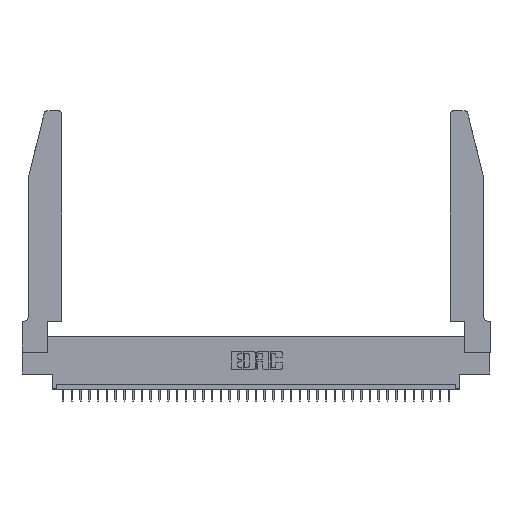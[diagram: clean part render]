
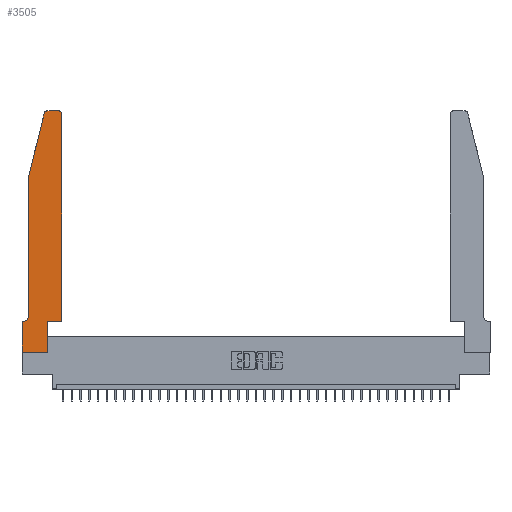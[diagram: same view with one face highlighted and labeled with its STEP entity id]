
A CAD part, top view. The second image highlights one B-rep face of the part: STEP entity #3505.
In plain terms, the highlighted planar face has unit normal (0, 0, 1).
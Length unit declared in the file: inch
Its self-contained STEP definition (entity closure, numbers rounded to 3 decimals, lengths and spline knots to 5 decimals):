
#32 = CARTESIAN_POINT ( 'NONE',  ( 0.0055, 0.42, 0.37 ) ) ;
#490 = DIRECTION ( 'NONE',  ( 1., 0., 0. ) ) ;
#1605 = DIRECTION ( 'NONE',  ( 1., 0., 0. ) ) ;
#2034 = CARTESIAN_POINT ( 'NONE',  ( 0.284, 2.75, 0.37 ) ) ;
#2072 = VECTOR ( 'NONE', #11271, 39.37008 ) ;
#2198 = EDGE_CURVE ( 'NONE', #8351, #22621, #28050, .T. ) ;
#2722 = CARTESIAN_POINT ( 'NONE',  ( 0.0755, 2., 0.37 ) ) ;
#2767 = AXIS2_PLACEMENT_3D ( 'NONE', #9635, #26983, #490 ) ;
#3505 = ADVANCED_FACE ( 'NONE', ( #24056 ), #9449, .T. ) ;
#3873 = VECTOR ( 'NONE', #4278, 39.37008 ) ;
#4278 = DIRECTION ( 'NONE',  ( 0., -1., 0. ) ) ;
#5008 = CARTESIAN_POINT ( 'NONE',  ( 0.4505, 0.35, 0.37 ) ) ;
#5208 = VERTEX_POINT ( 'NONE', #24590 ) ;
#5213 = ORIENTED_EDGE ( 'NONE', *, *, #6756, .T. ) ;
#5280 = ORIENTED_EDGE ( 'NONE', *, *, #10224, .T. ) ;
#5640 = LINE ( 'NONE', #2722, #11794 ) ;
#6756 = EDGE_CURVE ( 'NONE', #29212, #31480, #26946, .T. ) ;
#7414 = VECTOR ( 'NONE', #37375, 39.37008 ) ;
#8351 = VERTEX_POINT ( 'NONE', #18998 ) ;
#8788 = DIRECTION ( 'NONE',  ( -1., 0., 0. ) ) ;
#9449 = PLANE ( 'NONE',  #2767 ) ;
#9635 = CARTESIAN_POINT ( 'NONE',  ( 0., 0.35, 0.37 ) ) ;
#10224 = EDGE_CURVE ( 'NONE', #31480, #8351, #26031, .T. ) ;
#10574 = LINE ( 'NONE', #13107, #26888 ) ;
#10937 = CARTESIAN_POINT ( 'NONE',  ( 0.2865, 0.35, 0.37 ) ) ;
#11271 = DIRECTION ( 'NONE',  ( -1., 0., 0. ) ) ;
#11794 = VECTOR ( 'NONE', #17140, 39.37008 ) ;
#11908 = DIRECTION ( 'NONE',  ( 0., 0., -1. ) ) ;
#11937 = VERTEX_POINT ( 'NONE', #2034 ) ;
#12407 = DIRECTION ( 'NONE',  ( 1., 0., 0. ) ) ;
#12446 = VECTOR ( 'NONE', #32594, 39.37008 ) ;
#12708 = VERTEX_POINT ( 'NONE', #33188 ) ;
#13107 = CARTESIAN_POINT ( 'NONE',  ( 0., 0., 0.37 ) ) ;
#14610 = EDGE_CURVE ( 'NONE', #27592, #35777, #25344, .T. ) ;
#15225 = CARTESIAN_POINT ( 'NONE',  ( 0.0055, 0.35, 0.37 ) ) ;
#15880 = ORIENTED_EDGE ( 'NONE', *, *, #31707, .T. ) ;
#16622 = DIRECTION ( 'NONE',  ( 0., -1., 0. ) ) ;
#17064 = CARTESIAN_POINT ( 'NONE',  ( 0.0755, 0.35, 0.37 ) ) ;
#17140 = DIRECTION ( 'NONE',  ( -0.239, -0.971, 0. ) ) ;
#17593 = VERTEX_POINT ( 'NONE', #28573 ) ;
#18386 = EDGE_CURVE ( 'NONE', #22621, #27592, #10574, .T. ) ;
#18998 = CARTESIAN_POINT ( 'NONE',  ( 0., 0.35, 0.37 ) ) ;
#19279 = CARTESIAN_POINT ( 'NONE',  ( 0., 0., 0.37 ) ) ;
#19415 = EDGE_CURVE ( 'NONE', #35777, #17593, #19426, .T. ) ;
#19426 = LINE ( 'NONE', #5008, #23220 ) ;
#19884 = CARTESIAN_POINT ( 'NONE',  ( 0.284, 2.72, 0.37 ) ) ;
#20129 = CARTESIAN_POINT ( 'NONE',  ( 0.0755, 2., 0.37 ) ) ;
#20180 = AXIS2_PLACEMENT_3D ( 'NONE', #19884, #31189, #25355 ) ;
#20506 = LINE ( 'NONE', #20697, #12446 ) ;
#20697 = CARTESIAN_POINT ( 'NONE',  ( 0.4505, 0.35, 0.37 ) ) ;
#20916 = ORIENTED_EDGE ( 'NONE', *, *, #38043, .T. ) ;
#20939 = CARTESIAN_POINT ( 'NONE',  ( 0., 0., 0.37 ) ) ;
#22621 = VERTEX_POINT ( 'NONE', #20939 ) ;
#22864 = LINE ( 'NONE', #20129, #27422 ) ;
#23220 = VECTOR ( 'NONE', #28581, 39.37008 ) ;
#23888 = CARTESIAN_POINT ( 'NONE',  ( 0.0755, 0.42, 0.37 ) ) ;
#24056 = FACE_OUTER_BOUND ( 'NONE', #30665, .T. ) ;
#24081 = ORIENTED_EDGE ( 'NONE', *, *, #2198, .T. ) ;
#24087 = DIRECTION ( 'NONE',  ( 0., 0., 1. ) ) ;
#24112 = VECTOR ( 'NONE', #28936, 39.37008 ) ;
#24190 = EDGE_CURVE ( 'NONE', #11937, #12708, #27661, .T. ) ;
#24590 = CARTESIAN_POINT ( 'NONE',  ( 0.4505, 2.72, 0.37 ) ) ;
#25344 = LINE ( 'NONE', #10937, #7414 ) ;
#25355 = DIRECTION ( 'NONE',  ( 1., 0., 0. ) ) ;
#25524 = CIRCLE ( 'NONE', #28003, 0.03 ) ;
#25798 = CARTESIAN_POINT ( 'NONE',  ( 0.4205, 2.75, 0.37 ) ) ;
#26031 = LINE ( 'NONE', #17064, #24112 ) ;
#26137 = ORIENTED_EDGE ( 'NONE', *, *, #32896, .T. ) ;
#26506 = VERTEX_POINT ( 'NONE', #31590 ) ;
#26888 = VECTOR ( 'NONE', #1605, 39.37008 ) ;
#26904 = ORIENTED_EDGE ( 'NONE', *, *, #19415, .T. ) ;
#26934 = ORIENTED_EDGE ( 'NONE', *, *, #24190, .T. ) ;
#26946 = CIRCLE ( 'NONE', #31300, 0.07 ) ;
#26983 = DIRECTION ( 'NONE',  ( 0., 0., 1. ) ) ;
#27363 = ORIENTED_EDGE ( 'NONE', *, *, #36884, .T. ) ;
#27422 = VECTOR ( 'NONE', #16622, 39.37008 ) ;
#27592 = VERTEX_POINT ( 'NONE', #38274 ) ;
#27661 = CIRCLE ( 'NONE', #20180, 0.03 ) ;
#28003 = AXIS2_PLACEMENT_3D ( 'NONE', #30125, #24087, #12407 ) ;
#28050 = LINE ( 'NONE', #19279, #3873 ) ;
#28573 = CARTESIAN_POINT ( 'NONE',  ( 0.4505, 0.35, 0.37 ) ) ;
#28581 = DIRECTION ( 'NONE',  ( 1., 0., 0. ) ) ;
#28689 = ORIENTED_EDGE ( 'NONE', *, *, #18386, .T. ) ;
#28936 = DIRECTION ( 'NONE',  ( -1., 0., 0. ) ) ;
#28967 = LINE ( 'NONE', #37893, #2072 ) ;
#29212 = VERTEX_POINT ( 'NONE', #23888 ) ;
#30125 = CARTESIAN_POINT ( 'NONE',  ( 0.4205, 2.72, 0.37 ) ) ;
#30568 = CARTESIAN_POINT ( 'NONE',  ( 0.2865, 0.35, 0.37 ) ) ;
#30665 = EDGE_LOOP ( 'NONE', ( #37804, #26934, #15880, #20916, #5213, #5280, #24081, #28689, #32731, #26904, #27363, #26137 ) ) ;
#31189 = DIRECTION ( 'NONE',  ( 0., 0., 1. ) ) ;
#31300 = AXIS2_PLACEMENT_3D ( 'NONE', #32, #11908, #8788 ) ;
#31480 = VERTEX_POINT ( 'NONE', #15225 ) ;
#31590 = CARTESIAN_POINT ( 'NONE',  ( 0.0755, 2., 0.37 ) ) ;
#31707 = EDGE_CURVE ( 'NONE', #12708, #26506, #5640, .T. ) ;
#32594 = DIRECTION ( 'NONE',  ( 0., 1., 0. ) ) ;
#32731 = ORIENTED_EDGE ( 'NONE', *, *, #14610, .T. ) ;
#32896 = EDGE_CURVE ( 'NONE', #5208, #36726, #25524, .T. ) ;
#33188 = CARTESIAN_POINT ( 'NONE',  ( 0.25487, 2.72718, 0.37 ) ) ;
#34052 = EDGE_CURVE ( 'NONE', #36726, #11937, #28967, .T. ) ;
#35777 = VERTEX_POINT ( 'NONE', #30568 ) ;
#36726 = VERTEX_POINT ( 'NONE', #25798 ) ;
#36884 = EDGE_CURVE ( 'NONE', #17593, #5208, #20506, .T. ) ;
#37375 = DIRECTION ( 'NONE',  ( 0., 1., 0. ) ) ;
#37804 = ORIENTED_EDGE ( 'NONE', *, *, #34052, .T. ) ;
#37893 = CARTESIAN_POINT ( 'NONE',  ( 0.2605, 2.75, 0.37 ) ) ;
#38043 = EDGE_CURVE ( 'NONE', #26506, #29212, #22864, .T. ) ;
#38274 = CARTESIAN_POINT ( 'NONE',  ( 0.2865, 0., 0.37 ) ) ;
